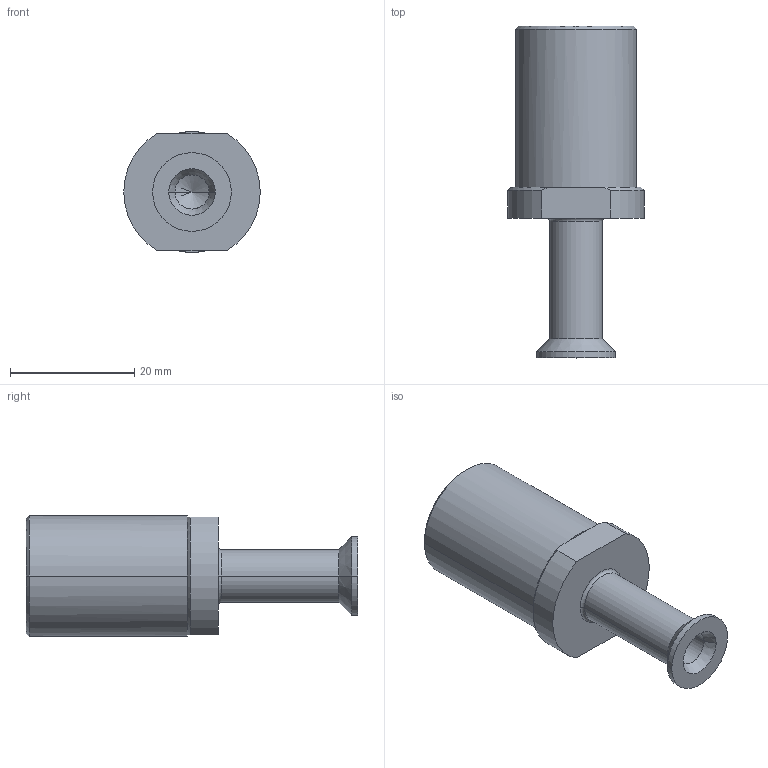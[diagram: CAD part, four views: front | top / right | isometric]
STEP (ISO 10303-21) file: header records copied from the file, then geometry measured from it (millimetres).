
FILE_DESCRIPTION((''),'2;1');
FILE_NAME('PRT0007','2020-12-23T',('dn.ye'),(''),'PRO/ENGINEER BY PARAMETRIC TECHNOLOGY CORPORATION, 2012480','PRO/ENGINEER BY PARAMETRIC TECHNOLOGY CORPORATION, 2012480','');
FILE_SCHEMA(('CONFIG_CONTROL_DESIGN'));
Length unit declared in the file: millimetre
Products named in the file (1): PRT0007
Bounding box: 22 x 53.5 x 19.5 mm (x, y, z)
Volume: 6665.9 mm3; surface area: 4786.4 mm2
Topology: 1 solids, 1 shells, 45 faces, 106 edges, 63 vertices
Faces by surface type: cylinder 18, cone 12, plane 11, torus 4
Entity records: 1347 total; most frequent: CARTESIAN_POINT 256, DIRECTION 242, ORIENTED_EDGE 204, AXIS2_PLACEMENT_3D 102, EDGE_CURVE 102, VERTEX_POINT 63, CIRCLE 57, EDGE_LOOP 51
